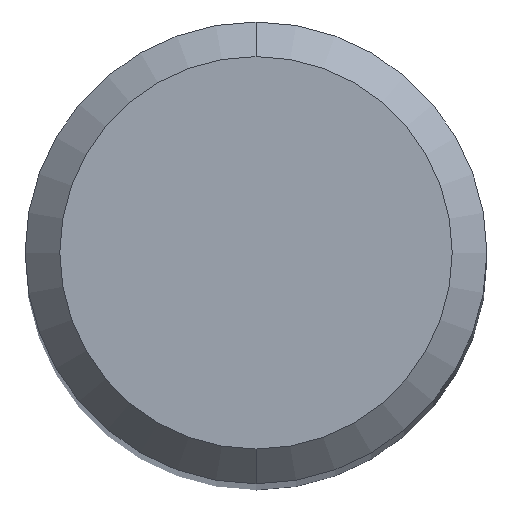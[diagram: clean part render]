
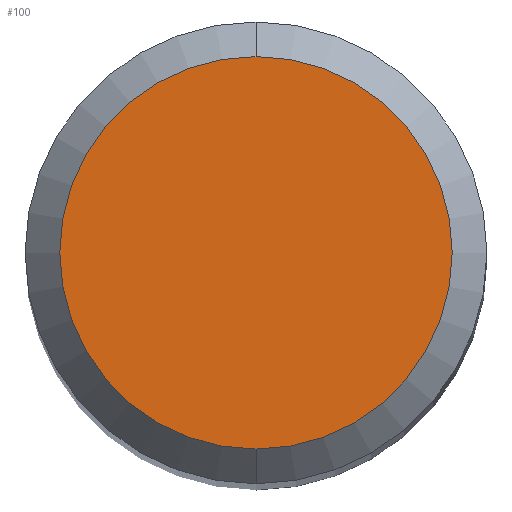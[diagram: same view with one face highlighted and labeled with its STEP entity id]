
A CAD part, top view. The second image highlights one B-rep face of the part: STEP entity #100.
In plain terms, the highlighted planar face has unit normal (0, 0, 1).
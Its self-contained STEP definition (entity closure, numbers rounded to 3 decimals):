
#98=EDGE_CURVE('',#212,#218,#247,.T.);
#100=ADVANCED_FACE('',(#249),#250,.T.);
#206=EDGE_CURVE('',#218,#212,#371,.T.);
#212=VERTEX_POINT('',#377);
#218=VERTEX_POINT('',#383);
#247=CIRCLE('',#406,1.7);
#249=FACE_OUTER_BOUND('',#408,.T.);
#250=PLANE('',#409);
#371=CIRCLE('',#559,1.7);
#377=CARTESIAN_POINT('',(0.,-1.7,0.0));
#383=CARTESIAN_POINT('',(0.0,1.7,0.0));
#406=AXIS2_PLACEMENT_3D('',#589,#590,#591);
#408=EDGE_LOOP('',(#593,#594));
#409=AXIS2_PLACEMENT_3D('',#595,#596,#597);
#559=AXIS2_PLACEMENT_3D('',#758,#759,#760);
#589=CARTESIAN_POINT('',(0.0,0.0,0.0));
#590=DIRECTION('',(0.0,0.0,-1.0));
#591=DIRECTION('',(0.0,1.0,0.0));
#593=ORIENTED_EDGE('',*,*,#206,.F.);
#594=ORIENTED_EDGE('',*,*,#98,.F.);
#595=CARTESIAN_POINT('',(0.0,0.85,0.0));
#596=DIRECTION('',(-0.0,0.0,1.0));
#597=DIRECTION('',(0.0,-1.0,0.0));
#758=CARTESIAN_POINT('',(0.0,0.0,0.0));
#759=DIRECTION('',(0.0,0.0,-1.0));
#760=DIRECTION('',(0.0,1.0,0.0));
